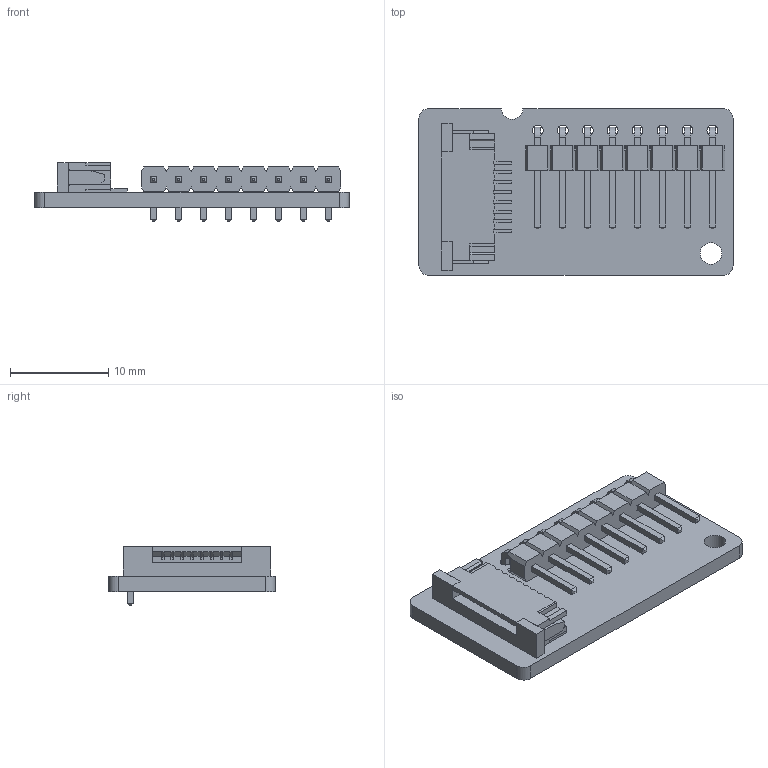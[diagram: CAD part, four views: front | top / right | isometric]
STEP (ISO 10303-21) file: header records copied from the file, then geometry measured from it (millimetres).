
FILE_DESCRIPTION(('Open CASCADE Model'),'2;1');
FILE_NAME('Open CASCADE Shape Model','2020-05-17T00:18:07',('Author'),( 'Open CASCADE'),'Open CASCADE STEP processor 6.8','Open CASCADE 6.8' ,'Unknown');
FILE_SCHEMA(('AUTOMOTIVE_DESIGN { 1 0 10303 214 1 1 1 1 }'));
Length unit declared in the file: millimetre
Products named in the file (15): PCB; Board; Open CASCADE STEP translator 6.8 4.1.1; Open CASCADE STEP translator 6.8 4.1.1.1; J2; 68610814122; 6861xx14122_PIN; 6860xx14122_FLANGE; 6860xx14122_FLANGE-BIS; 68610814122_PAD; J1; 61300811021; 6130xx11021_PIN
Assembly tree (28 placements, depth 4):
  PCB
    Board
      Open CASCADE STEP translator 6.8 4.1.1
        Open CASCADE STEP translator 6.8 4.1.1.1
    J2
      68610814122
        68610814122
        6861xx14122_PIN  x8
        6860xx14122_FLANGE
        6860xx14122_FLANGE-BIS
        68610814122_PAD
    J1
      61300811021
        6130xx11021_PIN  x8
        61300811021
Bounding box: 32 x 17 x 5.98 mm (x, y, z)
Volume: 1174 mm3; surface area: 2630.9 mm2
Topology: 22 solids, 22 shells, 779 faces, 2139 edges, 1374 vertices
Faces by surface type: plane 736, cylinder 43
Full cylindrical faces by diameter (mm): 1.1 x8, 2.2 x1
Entity records: 17669 total; most frequent: CARTESIAN_POINT 2935, ORIENTED_EDGE 2920, DIRECTION 2588, EDGE_CURVE 1460, LINE 1402, VECTOR 1402, VERTEX_POINT 940, AXIS2_PLACEMENT_3D 593
